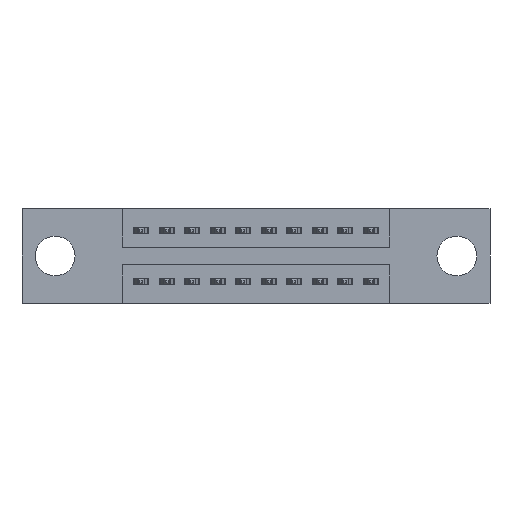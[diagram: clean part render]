
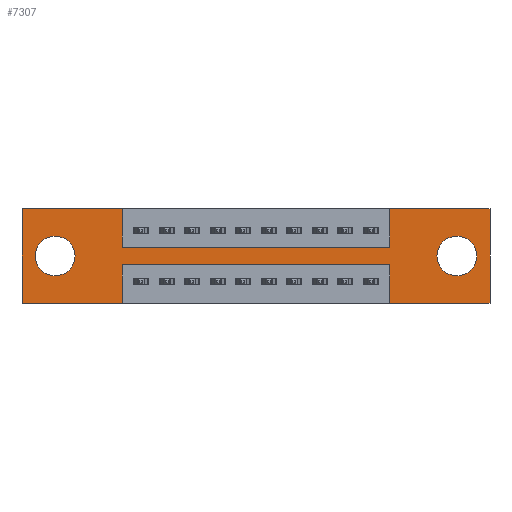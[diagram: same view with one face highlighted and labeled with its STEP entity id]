
A CAD part, front view. The second image highlights one B-rep face of the part: STEP entity #7307.
In plain terms, the highlighted planar face has unit normal (0, -1, 0).
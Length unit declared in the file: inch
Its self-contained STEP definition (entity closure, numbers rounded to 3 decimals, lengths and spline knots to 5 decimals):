
#8 = VECTOR ( 'NONE', #2162, 39.37008 ) ;
#10 = CARTESIAN_POINT ( 'NONE',  ( 0., 0., -0.37 ) ) ;
#64 = CARTESIAN_POINT ( 'NONE',  ( 1.835, 0., -0.37 ) ) ;
#90 = VERTEX_POINT ( 'NONE', #2423 ) ;
#437 = LINE ( 'NONE', #4325, #7233 ) ;
#651 = ORIENTED_EDGE ( 'NONE', *, *, #3661, .F. ) ;
#745 = DIRECTION ( 'NONE',  ( 0., 0., 1. ) ) ;
#782 = DIRECTION ( 'NONE',  ( 1., 0., 0. ) ) ;
#859 = LINE ( 'NONE', #6615, #11006 ) ;
#890 = VECTOR ( 'NONE', #2352, 39.37008 ) ;
#989 = ORIENTED_EDGE ( 'NONE', *, *, #6340, .F. ) ;
#1144 = CARTESIAN_POINT ( 'NONE',  ( 0., 0., -0.37 ) ) ;
#1277 = DIRECTION ( 'NONE',  ( 0., 0., 1. ) ) ;
#1364 = CARTESIAN_POINT ( 'NONE',  ( 0., 0., 0. ) ) ;
#1401 = CARTESIAN_POINT ( 'NONE',  ( 0., 0., 0. ) ) ;
#1602 = VERTEX_POINT ( 'NONE', #11797 ) ;
#1999 = CARTESIAN_POINT ( 'NONE',  ( 1.705, 0., -0.185 ) ) ;
#2080 = ORIENTED_EDGE ( 'NONE', *, *, #3808, .T. ) ;
#2162 = DIRECTION ( 'NONE',  ( -1., 0., 0. ) ) ;
#2224 = AXIS2_PLACEMENT_3D ( 'NONE', #6551, #8708, #745 ) ;
#2257 = EDGE_LOOP ( 'NONE', ( #12378, #5751 ) ) ;
#2352 = DIRECTION ( 'NONE',  ( 0., 0., -1. ) ) ;
#2423 = CARTESIAN_POINT ( 'NONE',  ( 1.835, 0., 0. ) ) ;
#2485 = VERTEX_POINT ( 'NONE', #2843 ) ;
#2544 = CARTESIAN_POINT ( 'NONE',  ( 0., 0., 0. ) ) ;
#2548 = VERTEX_POINT ( 'NONE', #6925 ) ;
#2657 = CARTESIAN_POINT ( 'NONE',  ( 1.4425, 0., -0.22 ) ) ;
#2696 = EDGE_CURVE ( 'NONE', #12289, #10076, #10038, .T. ) ;
#2746 = VECTOR ( 'NONE', #11583, 39.37008 ) ;
#2749 = CARTESIAN_POINT ( 'NONE',  ( 1.4425, 0., 0. ) ) ;
#2753 = EDGE_CURVE ( 'NONE', #11231, #7889, #8270, .T. ) ;
#2843 = CARTESIAN_POINT ( 'NONE',  ( 1.4425, 0., -0.37 ) ) ;
#2938 = EDGE_CURVE ( 'NONE', #9559, #4304, #10871, .T. ) ;
#3121 = LINE ( 'NONE', #1144, #8 ) ;
#3223 = CARTESIAN_POINT ( 'NONE',  ( 0.3925, 0., -0.22 ) ) ;
#3239 = FACE_BOUND ( 'NONE', #10984, .T. ) ;
#3262 = VERTEX_POINT ( 'NONE', #4700 ) ;
#3280 = CIRCLE ( 'NONE', #2224, 0.078 ) ;
#3485 = CARTESIAN_POINT ( 'NONE',  ( 0., 0., -0.37 ) ) ;
#3550 = AXIS2_PLACEMENT_3D ( 'NONE', #7493, #11394, #11460 ) ;
#3661 = EDGE_CURVE ( 'NONE', #7889, #9559, #12049, .T. ) ;
#3711 = AXIS2_PLACEMENT_3D ( 'NONE', #1999, #8902, #7955 ) ;
#3737 = EDGE_CURVE ( 'NONE', #90, #4709, #3797, .T. ) ;
#3797 = LINE ( 'NONE', #7687, #2746 ) ;
#3808 = EDGE_CURVE ( 'NONE', #12124, #6050, #9865, .T. ) ;
#4146 = EDGE_CURVE ( 'NONE', #3262, #9722, #10301, .T. ) ;
#4184 = EDGE_CURVE ( 'NONE', #10796, #90, #11448, .T. ) ;
#4304 = VERTEX_POINT ( 'NONE', #10672 ) ;
#4325 = CARTESIAN_POINT ( 'NONE',  ( 1.4425, 0., 0. ) ) ;
#4328 = AXIS2_PLACEMENT_3D ( 'NONE', #9863, #11920, #8087 ) ;
#4385 = PLANE ( 'NONE',  #7795 ) ;
#4434 = FACE_BOUND ( 'NONE', #2257, .T. ) ;
#4700 = CARTESIAN_POINT ( 'NONE',  ( 0.3925, 0., -0.15 ) ) ;
#4709 = VERTEX_POINT ( 'NONE', #64 ) ;
#4731 = DIRECTION ( 'NONE',  ( 1., 0., 0. ) ) ;
#4849 = ORIENTED_EDGE ( 'NONE', *, *, #10567, .F. ) ;
#4909 = CARTESIAN_POINT ( 'NONE',  ( 1.705, 0., -0.107 ) ) ;
#5142 = DIRECTION ( 'NONE',  ( 0., 0., -1. ) ) ;
#5399 = DIRECTION ( 'NONE',  ( 0., -1., 0. ) ) ;
#5418 = LINE ( 'NONE', #1401, #9196 ) ;
#5553 = ORIENTED_EDGE ( 'NONE', *, *, #12301, .F. ) ;
#5557 = ORIENTED_EDGE ( 'NONE', *, *, #3737, .F. ) ;
#5751 = ORIENTED_EDGE ( 'NONE', *, *, #12454, .T. ) ;
#5880 = LINE ( 'NONE', #8811, #6097 ) ;
#5921 = CIRCLE ( 'NONE', #3711, 0.078 ) ;
#5974 = VECTOR ( 'NONE', #7241, 39.37008 ) ;
#6050 = VERTEX_POINT ( 'NONE', #4909 ) ;
#6097 = VECTOR ( 'NONE', #1277, 39.37008 ) ;
#6300 = FACE_OUTER_BOUND ( 'NONE', #7725, .T. ) ;
#6322 = ORIENTED_EDGE ( 'NONE', *, *, #6715, .F. ) ;
#6340 = EDGE_CURVE ( 'NONE', #2485, #11231, #5880, .T. ) ;
#6391 = DIRECTION ( 'NONE',  ( 0., 0., 1. ) ) ;
#6524 = CARTESIAN_POINT ( 'NONE',  ( 0., 0., 0. ) ) ;
#6548 = CARTESIAN_POINT ( 'NONE',  ( 0.3925, 0., 0. ) ) ;
#6551 = CARTESIAN_POINT ( 'NONE',  ( 0.13, 0., -0.185 ) ) ;
#6615 = CARTESIAN_POINT ( 'NONE',  ( 0.3925, 0., 0. ) ) ;
#6642 = CARTESIAN_POINT ( 'NONE',  ( 0.3925, 0., -0.22 ) ) ;
#6715 = EDGE_CURVE ( 'NONE', #4709, #2485, #3121, .T. ) ;
#6925 = CARTESIAN_POINT ( 'NONE',  ( 0.13, 0., -0.263 ) ) ;
#7233 = VECTOR ( 'NONE', #10263, 39.37008 ) ;
#7241 = DIRECTION ( 'NONE',  ( 1., 0., 0. ) ) ;
#7307 = ADVANCED_FACE ( 'NONE', ( #3239, #4434, #6300 ), #4385, .T. ) ;
#7445 = ORIENTED_EDGE ( 'NONE', *, *, #4184, .F. ) ;
#7493 = CARTESIAN_POINT ( 'NONE',  ( 1.705, 0., -0.185 ) ) ;
#7543 = CARTESIAN_POINT ( 'NONE',  ( 0.3925, 0., -0.15 ) ) ;
#7594 = VECTOR ( 'NONE', #12156, 39.37008 ) ;
#7687 = CARTESIAN_POINT ( 'NONE',  ( 1.835, 0., 0. ) ) ;
#7725 = EDGE_LOOP ( 'NONE', ( #651, #10877, #989, #6322, #5557, #7445, #5553, #11905, #10664, #10250, #4849, #10829 ) ) ;
#7789 = CIRCLE ( 'NONE', #4328, 0.078 ) ;
#7795 = AXIS2_PLACEMENT_3D ( 'NONE', #3485, #5399, #5142 ) ;
#7889 = VERTEX_POINT ( 'NONE', #6642 ) ;
#7955 = DIRECTION ( 'NONE',  ( 0., 0., -1. ) ) ;
#8087 = DIRECTION ( 'NONE',  ( 0., 0., 1. ) ) ;
#8270 = LINE ( 'NONE', #3223, #7594 ) ;
#8496 = CARTESIAN_POINT ( 'NONE',  ( 1.4425, 0., -0.15 ) ) ;
#8708 = DIRECTION ( 'NONE',  ( 0., 1., 0. ) ) ;
#8811 = CARTESIAN_POINT ( 'NONE',  ( 1.4425, 0., -0.37 ) ) ;
#8856 = VECTOR ( 'NONE', #782, 39.37008 ) ;
#8902 = DIRECTION ( 'NONE',  ( 0., 1., 0. ) ) ;
#8959 = EDGE_CURVE ( 'NONE', #6050, #12124, #5921, .T. ) ;
#9196 = VECTOR ( 'NONE', #6391, 39.37008 ) ;
#9476 = DIRECTION ( 'NONE',  ( 0., 0., -1. ) ) ;
#9559 = VERTEX_POINT ( 'NONE', #10163 ) ;
#9722 = VERTEX_POINT ( 'NONE', #8496 ) ;
#9863 = CARTESIAN_POINT ( 'NONE',  ( 0.13, 0., -0.185 ) ) ;
#9865 = CIRCLE ( 'NONE', #3550, 0.078 ) ;
#10038 = LINE ( 'NONE', #1364, #5974 ) ;
#10064 = EDGE_CURVE ( 'NONE', #10076, #3262, #859, .T. ) ;
#10076 = VERTEX_POINT ( 'NONE', #6548 ) ;
#10163 = CARTESIAN_POINT ( 'NONE',  ( 0.3925, 0., -0.37 ) ) ;
#10250 = ORIENTED_EDGE ( 'NONE', *, *, #2696, .F. ) ;
#10263 = DIRECTION ( 'NONE',  ( 0., 0., 1. ) ) ;
#10301 = LINE ( 'NONE', #7543, #10685 ) ;
#10567 = EDGE_CURVE ( 'NONE', #4304, #12289, #5418, .T. ) ;
#10664 = ORIENTED_EDGE ( 'NONE', *, *, #10064, .F. ) ;
#10672 = CARTESIAN_POINT ( 'NONE',  ( 0., 0., -0.37 ) ) ;
#10685 = VECTOR ( 'NONE', #4731, 39.37008 ) ;
#10733 = DIRECTION ( 'NONE',  ( -1., 0., 0. ) ) ;
#10796 = VERTEX_POINT ( 'NONE', #2749 ) ;
#10829 = ORIENTED_EDGE ( 'NONE', *, *, #2938, .F. ) ;
#10871 = LINE ( 'NONE', #10, #11487 ) ;
#10877 = ORIENTED_EDGE ( 'NONE', *, *, #2753, .F. ) ;
#10984 = EDGE_LOOP ( 'NONE', ( #11713, #2080 ) ) ;
#11006 = VECTOR ( 'NONE', #9476, 39.37008 ) ;
#11098 = CARTESIAN_POINT ( 'NONE',  ( 0.3925, 0., -0.37 ) ) ;
#11231 = VERTEX_POINT ( 'NONE', #2657 ) ;
#11394 = DIRECTION ( 'NONE',  ( 0., 1., 0. ) ) ;
#11448 = LINE ( 'NONE', #6524, #8856 ) ;
#11460 = DIRECTION ( 'NONE',  ( 0., 0., -1. ) ) ;
#11487 = VECTOR ( 'NONE', #10733, 39.37008 ) ;
#11583 = DIRECTION ( 'NONE',  ( 0., 0., -1. ) ) ;
#11713 = ORIENTED_EDGE ( 'NONE', *, *, #8959, .T. ) ;
#11745 = CARTESIAN_POINT ( 'NONE',  ( 1.705, 0., -0.263 ) ) ;
#11797 = CARTESIAN_POINT ( 'NONE',  ( 0.13, 0., -0.107 ) ) ;
#11905 = ORIENTED_EDGE ( 'NONE', *, *, #4146, .F. ) ;
#11920 = DIRECTION ( 'NONE',  ( 0., 1., 0. ) ) ;
#12049 = LINE ( 'NONE', #11098, #890 ) ;
#12124 = VERTEX_POINT ( 'NONE', #11745 ) ;
#12156 = DIRECTION ( 'NONE',  ( -1., 0., 0. ) ) ;
#12289 = VERTEX_POINT ( 'NONE', #2544 ) ;
#12301 = EDGE_CURVE ( 'NONE', #9722, #10796, #437, .T. ) ;
#12378 = ORIENTED_EDGE ( 'NONE', *, *, #12523, .T. ) ;
#12454 = EDGE_CURVE ( 'NONE', #2548, #1602, #3280, .T. ) ;
#12523 = EDGE_CURVE ( 'NONE', #1602, #2548, #7789, .T. ) ;
